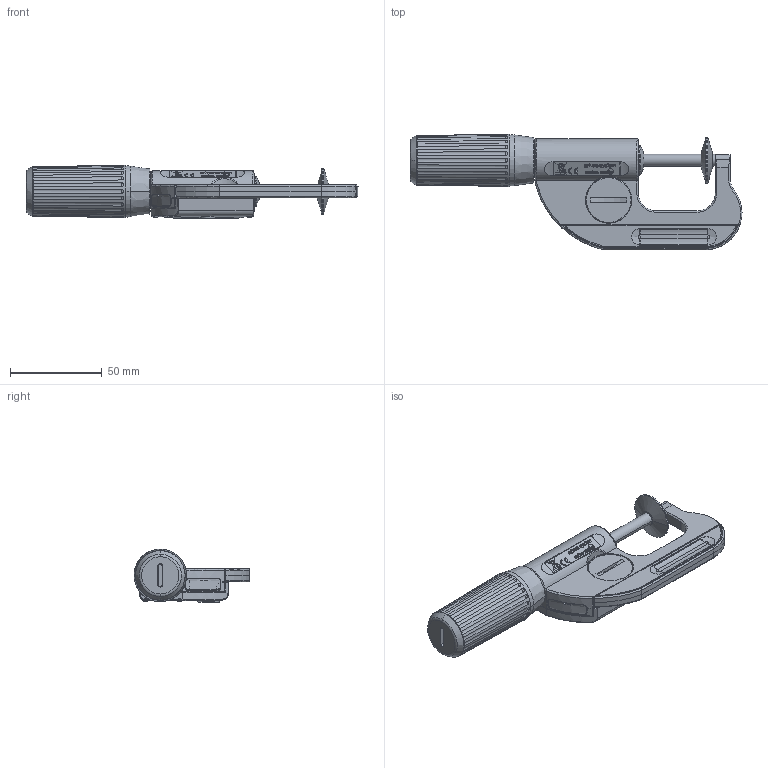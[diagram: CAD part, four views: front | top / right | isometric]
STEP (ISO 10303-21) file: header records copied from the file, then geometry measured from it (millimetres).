
FILE_DESCRIPTION((''),'2;1');
FILE_NAME('PM276_922_053_FERME_ASM','2023-11-28T16:09:50',('FST'),('Sylvac SA'),'CREO PARAMETRIC BY PTC INC, 2022244','CREO PARAMETRIC BY PTC INC, 2022244','');
FILE_SCHEMA(('CONFIG_CONTROL_DESIGN'));
Products named in the file (32): PM276_110_642FINITION; PM276_100_601; 276_920_680; 276_920_679; 276_920_690; PM276_923_056_ASM; 276_100_615; PM276_923_747; PM276_923_030_ASM; PM276_920_033_LONG_ASM; PM276_110_654; PM276_103_927; PM276_100_913_MONTE; PM276_100_623; PM276_103_047_SOFT_ASM; PM276_923_026_FERME_ASM; 276_300_625; 276_300_626; 276_300_633; 276_250_021_ASM; 276_230_700; 295_200_602; 303_400_607; PM276_230_736; PM276_200_407; PM276_230_005_ASM; VIS_T_CYL_BB_M1_6X6_BN20038; 276_100_612; OR22_1; 276_300_635; PM229_001_693; PM276_922_053_FERME_ASM
Assembly tree (41 placements, depth 5):
  PM276_922_053_FERME_ASM
    PM276_923_026_FERME_ASM
      PM276_923_056_ASM
        PM276_110_642FINITION
        PM276_100_601
        276_920_680
        276_920_679
        276_920_690
      276_100_615
      PM276_920_033_LONG_ASM
        PM276_923_030_ASM
          PM276_923_747
          276_920_679
          276_920_690
      PM276_103_047_SOFT_ASM
        PM276_110_654
        PM276_103_927
        PM276_100_913_MONTE
        PM276_100_623
    276_300_625
    276_300_626
    276_300_633
    276_250_021_ASM
    PM276_230_005_ASM
      276_230_700
      295_200_602  x2
      303_400_607
      PM276_230_736
      PM276_200_407
    VIS_T_CYL_BB_M1_6X6_BN20038  x8
    276_100_612
    OR22_1
    276_300_635
    PM229_001_693
Bounding box: 180.55 x 62.95 x 29.13 mm (x, y, z)
Volume: 59892.2 mm3; surface area: 77638.9 mm2
Topology: 35 solids, 63 shells, 3229 faces, 8344 edges, 5332 vertices
Faces by surface type: plane 1207, cylinder 761, cone 511, extrusion 387, torus 164, bspline 159, sphere 40
Entity records: 128176 total; most frequent: CARTESIAN_POINT 57391, ORIENTED_EDGE 15152, DIRECTION 13457, EDGE_CURVE 7614, VERTEX_POINT 4895, AXIS2_PLACEMENT_3D 4566, VECTOR 4325, LINE 3938
